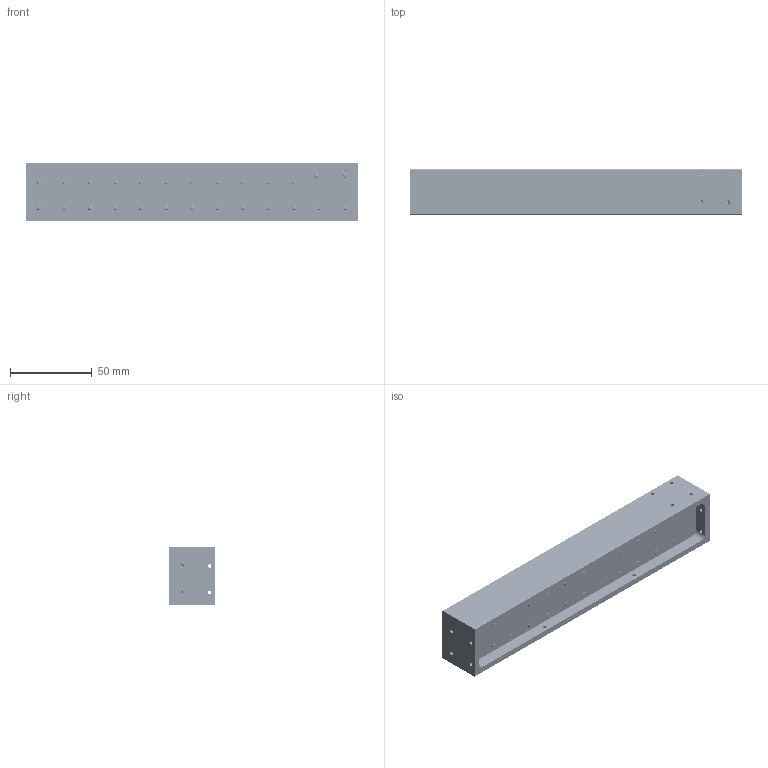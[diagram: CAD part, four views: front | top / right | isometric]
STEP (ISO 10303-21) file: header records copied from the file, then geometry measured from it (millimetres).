
FILE_DESCRIPTION (( 'STEP AP203' ), '1' );
FILE_NAME ('DMWD-42-101-1, df.STEP', '2017-06-09T21:13:31', ( '' ), ( '' ), 'SwSTEP 2.0', 'SolidWorks 2013', '' );
FILE_SCHEMA (( 'CONFIG_CONTROL_DESIGN' ));
Products named in the file (1): DMWD-42-101-1, df
Bounding box: 203.2 x 27.94 x 35.56 mm (x, y, z)
Volume: 125468.2 mm3; surface area: 73414.1 mm2
Topology: 55 solids, 55 shells, 3429 faces, 9339 edges, 6080 vertices
Faces by surface type: cylinder 2614, plane 434, cone 329, bspline 52
Entity records: 153439 total; most frequent: CARTESIAN_POINT 80461, ORIENTED_EDGE 18654, DIRECTION 12196, EDGE_CURVE 9327, VERTEX_POINT 6080, AXIS2_PLACEMENT_3D 4445, EDGE_LOOP 3637, FACE_OUTER_BOUND 3429
